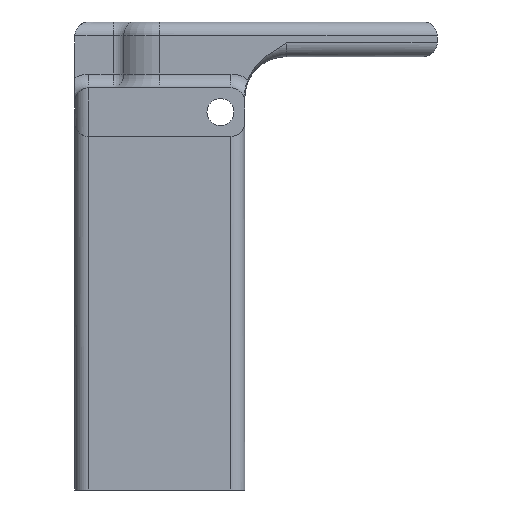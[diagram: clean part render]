
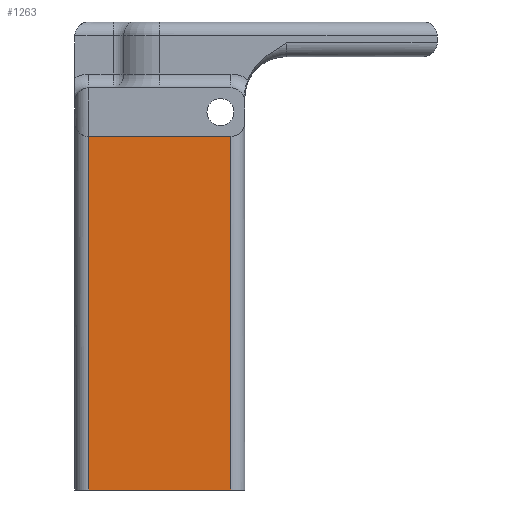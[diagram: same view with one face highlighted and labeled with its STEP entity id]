
A CAD part, front view. The second image highlights one B-rep face of the part: STEP entity #1263.
In plain terms, the highlighted planar face has unit normal (0, -1, 0).
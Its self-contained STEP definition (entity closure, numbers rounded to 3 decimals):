
#42=PLANE('',#1413);
#116=LINE('',#2158,#222);
#123=LINE('',#2178,#229);
#125=LINE('',#2186,#231);
#126=LINE('',#2187,#232);
#222=VECTOR('',#1703,10.);
#229=VECTOR('',#1718,10.);
#231=VECTOR('',#1728,10.);
#232=VECTOR('',#1729,10.);
#350=FACE_OUTER_BOUND('',#426,.T.);
#426=EDGE_LOOP('',(#1035,#1036,#1037,#1038));
#610=VERTEX_POINT('',#2155);
#611=VERTEX_POINT('',#2157);
#620=VERTEX_POINT('',#2177);
#622=VERTEX_POINT('',#2185);
#764=EDGE_CURVE('',#611,#610,#116,.T.);
#774=EDGE_CURVE('',#620,#610,#123,.T.);
#778=EDGE_CURVE('',#620,#622,#125,.T.);
#779=EDGE_CURVE('',#611,#622,#126,.T.);
#1035=ORIENTED_EDGE('',*,*,#774,.F.);
#1036=ORIENTED_EDGE('',*,*,#778,.T.);
#1037=ORIENTED_EDGE('',*,*,#779,.F.);
#1038=ORIENTED_EDGE('',*,*,#764,.T.);
#1263=ADVANCED_FACE('',(#350),#42,.T.);
#1413=AXIS2_PLACEMENT_3D('',#2184,#1726,#1727);
#1703=DIRECTION('',(1.,0.,0.));
#1718=DIRECTION('',(0.,0.,-1.));
#1726=DIRECTION('center_axis',(0.,-1.,0.));
#1727=DIRECTION('ref_axis',(1.,0.,0.));
#1728=DIRECTION('',(-1.,0.,0.));
#1729=DIRECTION('',(0.,0.,1.));
#2155=CARTESIAN_POINT('',(20.25,0.,0.));
#2157=CARTESIAN_POINT('',(-0.25,0.,0.));
#2158=CARTESIAN_POINT('',(0.,0.,0.));
#2177=CARTESIAN_POINT('',(20.25,0.,51.));
#2178=CARTESIAN_POINT('',(20.25,0.,0.));
#2184=CARTESIAN_POINT('Origin',(-2.25,0.,0.));
#2185=CARTESIAN_POINT('',(-0.25,0.,51.));
#2186=CARTESIAN_POINT('',(-2.25,0.,51.));
#2187=CARTESIAN_POINT('',(-0.25,0.,0.));
